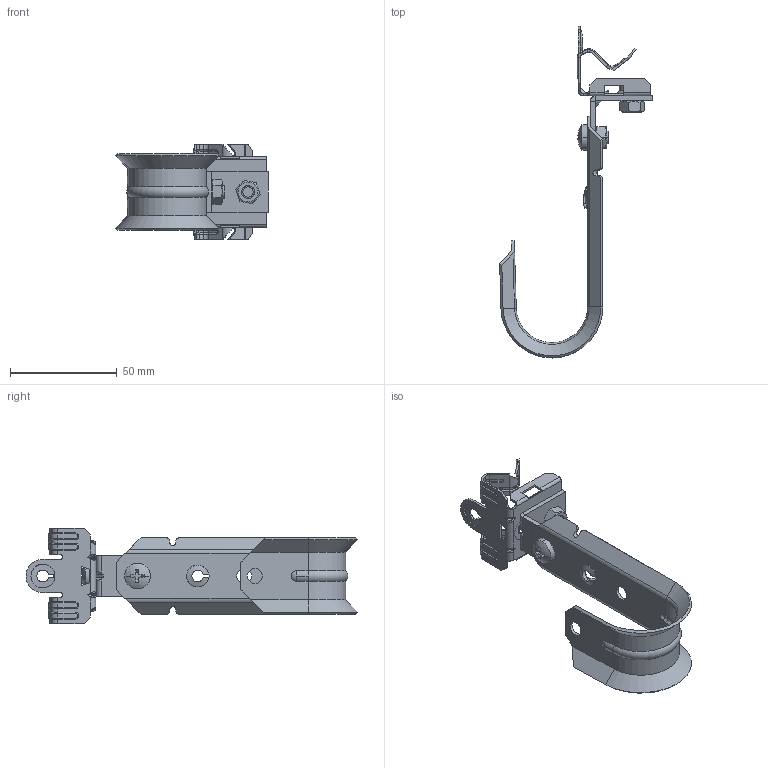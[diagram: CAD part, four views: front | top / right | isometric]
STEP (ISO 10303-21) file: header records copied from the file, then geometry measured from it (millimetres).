
FILE_DESCRIPTION (( 'STEP AP203' ), '1' );
FILE_NAME ('WJH21ACM58.STEP', '2024-05-13T03:03:20', ( '' ), ( '' ), 'SwSTEP 2.0', 'SolidWorks 2021', '' );
FILE_SCHEMA (( 'CONFIG_CONTROL_DESIGN' ));
Length unit declared in the file: millimetre
Products named in the file (6): WM58; WJH21ACM58; cross recessed pan head screws gb_GB_CROSS_SCREWS_TYPE1 M6X10-10  H type-N; hex nuts, style 1-grades ab gb_GB_FASTENER_NUT_SNAB1 M6-N; ZQJH21-0001; WAC
Assembly tree (7 placements, depth 2):
  WJH21ACM58
    ZQJH21-0001
    WAC
    WM58
    hex nuts, style 1-grades ab gb_GB_FASTENER_NUT_SNAB1 M6-N  x2
    cross recessed pan head screws gb_GB_CROSS_SCREWS_TYPE1 M6X10-10  H type-N  x2
Bounding box: 71.49 x 155.5 x 44.6 mm (x, y, z)
Volume: 16384 mm3; surface area: 25192 mm2
Topology: 7 solids, 7 shells, 697 faces, 1691 edges, 1008 vertices
Faces by surface type: plane 304, cylinder 241, torus 88, bspline 30, cone 26, sphere 8
Entity records: 20917 total; most frequent: CARTESIAN_POINT 5105, DIRECTION 3243, ORIENTED_EDGE 3170, EDGE_CURVE 1585, AXIS2_PLACEMENT_3D 1194, VERTEX_POINT 940, VECTOR 855, LINE 855
